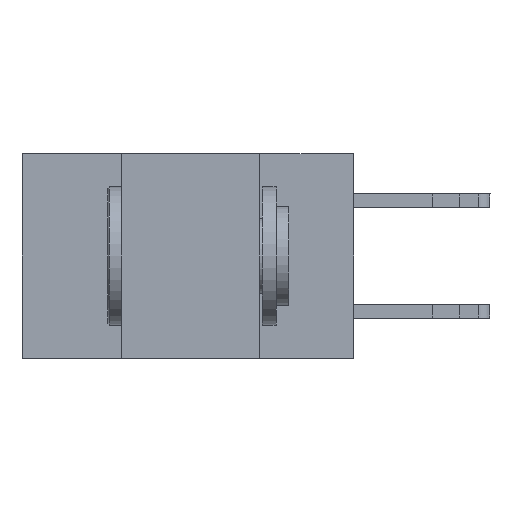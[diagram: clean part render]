
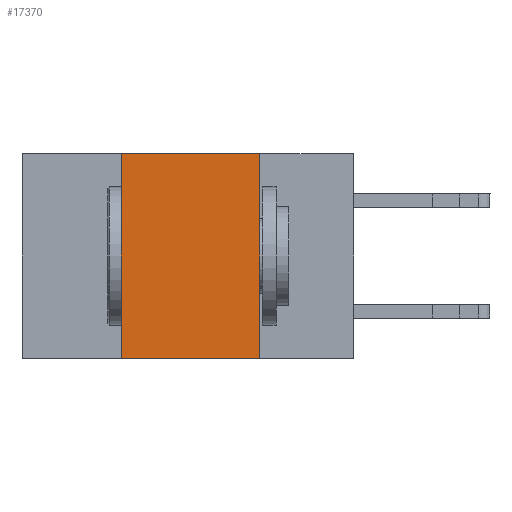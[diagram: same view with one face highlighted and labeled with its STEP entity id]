
A CAD part, left-side view. The second image highlights one B-rep face of the part: STEP entity #17370.
In plain terms, the highlighted planar face has unit normal (-1, 0, 0).
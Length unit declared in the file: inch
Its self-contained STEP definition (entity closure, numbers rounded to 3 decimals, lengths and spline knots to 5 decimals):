
#820 = DIRECTION ( 'NONE',  ( 0., 0., -1. ) ) ;
#1815 = DIRECTION ( 'NONE',  ( 0., 0., -1. ) ) ;
#2546 = EDGE_CURVE ( 'NONE', #6741, #7684, #10211, .T. ) ;
#3025 = EDGE_CURVE ( 'NONE', #6741, #15596, #31714, .T. ) ;
#3149 = VECTOR ( 'NONE', #1815, 39.37008 ) ;
#4799 = CARTESIAN_POINT ( 'NONE',  ( 0., 0.6, 0. ) ) ;
#6514 = CARTESIAN_POINT ( 'NONE',  ( 0., 0.6, 0. ) ) ;
#6741 = VERTEX_POINT ( 'NONE', #17629 ) ;
#7346 = EDGE_CURVE ( 'NONE', #29372, #15596, #10547, .T. ) ;
#7620 = CARTESIAN_POINT ( 'NONE',  ( 0., 0.17, 0. ) ) ;
#7684 = VERTEX_POINT ( 'NONE', #32712 ) ;
#10211 = LINE ( 'NONE', #36083, #23397 ) ;
#10547 = LINE ( 'NONE', #7620, #3149 ) ;
#13862 = VECTOR ( 'NONE', #23906, 39.37008 ) ;
#14957 = DIRECTION ( 'NONE',  ( 0., -1., 0. ) ) ;
#15596 = VERTEX_POINT ( 'NONE', #33489 ) ;
#17012 = PLANE ( 'NONE',  #23033 ) ;
#17370 = ADVANCED_FACE ( 'NONE', ( #33278 ), #17012, .F. ) ;
#17502 = DIRECTION ( 'NONE',  ( 1., 0., 0. ) ) ;
#17532 = ORIENTED_EDGE ( 'NONE', *, *, #2546, .F. ) ;
#17629 = CARTESIAN_POINT ( 'NONE',  ( 0., 0.42, -0.37 ) ) ;
#19541 = DIRECTION ( 'NONE',  ( 0., 0., 1. ) ) ;
#23033 = AXIS2_PLACEMENT_3D ( 'NONE', #6514, #17502, #820 ) ;
#23397 = VECTOR ( 'NONE', #19541, 39.37008 ) ;
#23459 = CARTESIAN_POINT ( 'NONE',  ( 0., 0.17, 0. ) ) ;
#23799 = EDGE_LOOP ( 'NONE', ( #33306, #23844, #17532, #25609 ) ) ;
#23844 = ORIENTED_EDGE ( 'NONE', *, *, #36205, .F. ) ;
#23906 = DIRECTION ( 'NONE',  ( 0., -1., 0. ) ) ;
#25609 = ORIENTED_EDGE ( 'NONE', *, *, #3025, .T. ) ;
#26887 = VECTOR ( 'NONE', #14957, 39.37008 ) ;
#27994 = LINE ( 'NONE', #4799, #13862 ) ;
#29372 = VERTEX_POINT ( 'NONE', #23459 ) ;
#31714 = LINE ( 'NONE', #34292, #26887 ) ;
#32712 = CARTESIAN_POINT ( 'NONE',  ( 0., 0.42, 0. ) ) ;
#33278 = FACE_OUTER_BOUND ( 'NONE', #23799, .T. ) ;
#33306 = ORIENTED_EDGE ( 'NONE', *, *, #7346, .F. ) ;
#33489 = CARTESIAN_POINT ( 'NONE',  ( 0., 0.17, -0.37 ) ) ;
#34292 = CARTESIAN_POINT ( 'NONE',  ( 0., 0.6, -0.37 ) ) ;
#36083 = CARTESIAN_POINT ( 'NONE',  ( 0., 0.42, 0. ) ) ;
#36205 = EDGE_CURVE ( 'NONE', #7684, #29372, #27994, .T. ) ;
